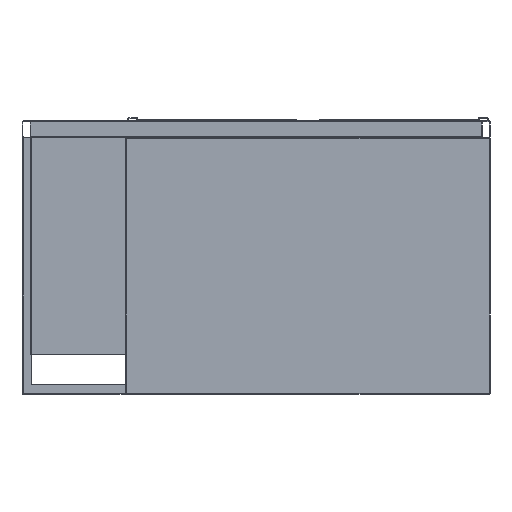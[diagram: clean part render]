
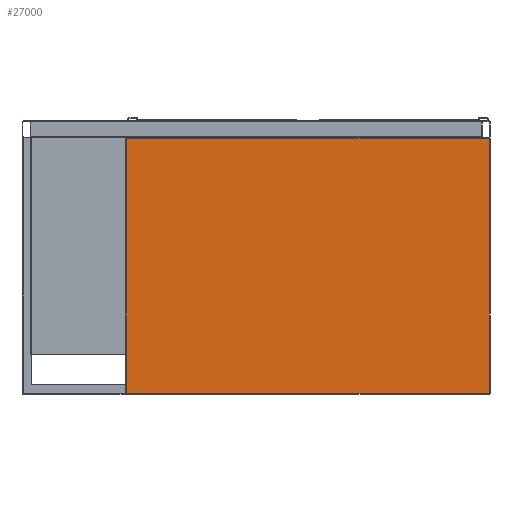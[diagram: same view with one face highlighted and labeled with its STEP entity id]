
A CAD part, front view. The second image highlights one B-rep face of the part: STEP entity #27000.
In plain terms, the highlighted planar face has unit normal (0, -1, 0).
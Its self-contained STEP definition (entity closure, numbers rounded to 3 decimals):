
#352 = ORIENTED_EDGE ( 'NONE', *, *, #5570, .T. ) ;
#385 = DIRECTION ( 'NONE',  ( 0., 0., -1. ) ) ;
#414 = EDGE_LOOP ( 'NONE', ( #18232, #352, #22809, #20043 ) ) ;
#990 = VECTOR ( 'NONE', #10658, 1000. ) ;
#2416 = AXIS2_PLACEMENT_3D ( 'NONE', #11633, #23594, #385 ) ;
#2795 = VECTOR ( 'NONE', #33028, 1000. ) ;
#4832 = LINE ( 'NONE', #21427, #2795 ) ;
#4974 = DIRECTION ( 'NONE',  ( 1., 0., 0. ) ) ;
#5570 = EDGE_CURVE ( 'NONE', #33693, #8055, #19725, .T. ) ;
#6286 = FACE_OUTER_BOUND ( 'NONE', #414, .T. ) ;
#6645 = PLANE ( 'NONE',  #2416 ) ;
#6658 = LINE ( 'NONE', #23969, #20282 ) ;
#8055 = VERTEX_POINT ( 'NONE', #23406 ) ;
#10658 = DIRECTION ( 'NONE',  ( 0., 0., 1. ) ) ;
#11219 = VERTEX_POINT ( 'NONE', #29024 ) ;
#11633 = CARTESIAN_POINT ( 'NONE',  ( -440., -255., -660. ) ) ;
#11979 = CARTESIAN_POINT ( 'NONE',  ( -438., -255., -660. ) ) ;
#12401 = CARTESIAN_POINT ( 'NONE',  ( 438., -255., -658. ) ) ;
#13426 = LINE ( 'NONE', #35928, #990 ) ;
#14191 = EDGE_CURVE ( 'NONE', #11219, #33693, #4832, .T. ) ;
#14573 = VECTOR ( 'NONE', #17320, 1000. ) ;
#17320 = DIRECTION ( 'NONE',  ( 0., 0., -1. ) ) ;
#18232 = ORIENTED_EDGE ( 'NONE', *, *, #14191, .T. ) ;
#19725 = LINE ( 'NONE', #11979, #14573 ) ;
#20043 = ORIENTED_EDGE ( 'NONE', *, *, #24247, .T. ) ;
#20282 = VECTOR ( 'NONE', #4974, 1000. ) ;
#21194 = EDGE_CURVE ( 'NONE', #8055, #29197, #6658, .T. ) ;
#21427 = CARTESIAN_POINT ( 'NONE',  ( -440., -255., -42. ) ) ;
#22809 = ORIENTED_EDGE ( 'NONE', *, *, #21194, .T. ) ;
#23386 = CARTESIAN_POINT ( 'NONE',  ( -438., -255., -42. ) ) ;
#23406 = CARTESIAN_POINT ( 'NONE',  ( -438., -255., -658. ) ) ;
#23594 = DIRECTION ( 'NONE',  ( 0., -1., 0. ) ) ;
#23969 = CARTESIAN_POINT ( 'NONE',  ( -440., -255., -658. ) ) ;
#24247 = EDGE_CURVE ( 'NONE', #29197, #11219, #13426, .T. ) ;
#27000 = ADVANCED_FACE ( 'Fl�che8', ( #6286 ), #6645, .T. ) ;
#29024 = CARTESIAN_POINT ( 'NONE',  ( 438., -255., -42. ) ) ;
#29197 = VERTEX_POINT ( 'NONE', #12401 ) ;
#33028 = DIRECTION ( 'NONE',  ( -1., 0., 0. ) ) ;
#33693 = VERTEX_POINT ( 'NONE', #23386 ) ;
#35928 = CARTESIAN_POINT ( 'NONE',  ( 438., -255., -660. ) ) ;
